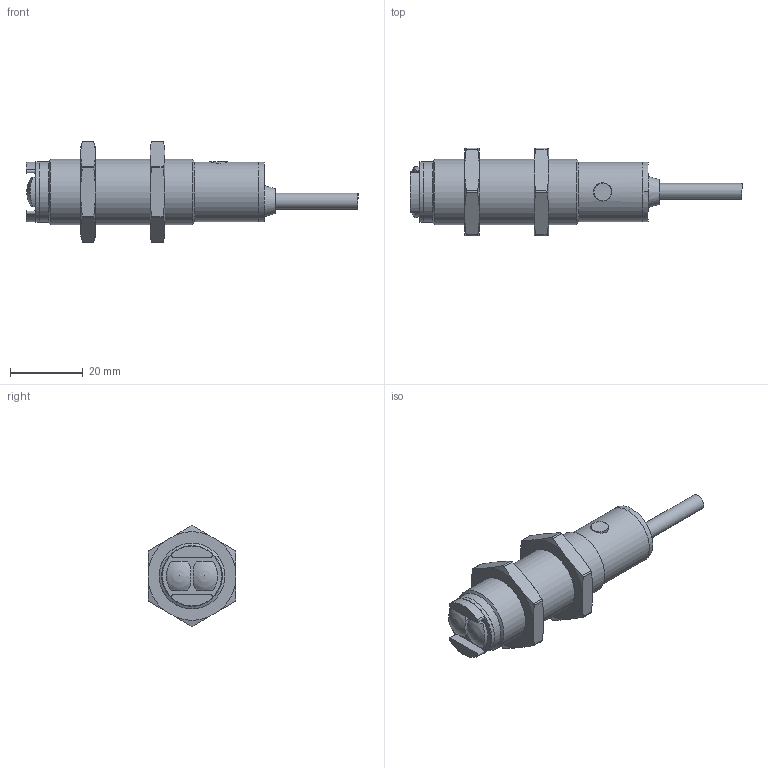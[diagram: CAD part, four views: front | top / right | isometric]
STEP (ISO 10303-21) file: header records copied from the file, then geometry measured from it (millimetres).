
FILE_DESCRIPTION( ( 'Unknown' ), '1' );
FILE_NAME( 'FARS_BP-1A.stp', 'Unknown', ( 'Unknown' ), ( 'Unknown' ), 'PSStep 15.0.49', 'Unknown', ' ' );
FILE_SCHEMA( ( 'AUTOMOTIVE_DESIGN { 1 0 10303 214 1 1 1 1 }' ) );
Length unit declared in the file: millimetre
Products named in the file (5): Assem1; FARS_BP_senscavo_fig; 2439E_fig
Assembly tree (5 placements, depth 2):
  Assem1
    FARS_BP_senscavo_fig
    FARS_BP_senscavo_fig
    FARS_BP_senscavo_fig
    2439E_fig  x2
Bounding box: 91 x 24 x 27.68 mm (x, y, z)
Volume: 17611.8 mm3; surface area: 7084.3 mm2
Topology: 5 solids, 5 shells, 101 faces, 260 edges, 173 vertices
Faces by surface type: plane 34, cylinder 31, cone 29, revolution 3, extrusion 2, sphere 2
Full cylindrical faces by diameter (mm): 4.4 x1, 4.7 x1, 4.8 x1, 5 x1, 15.2 x1, 16.4 x1, 16.6 x2, 18 x3
Entity records: 2984 total; most frequent: CARTESIAN_POINT 748, ORIENTED_EDGE 308, DIRECTION 307, EDGE_CURVE 154, AXIS2_PLACEMENT_3D 130, VERTEX_POINT 112, EDGE_LOOP 98, FACE_OUTER_BOUND 85
